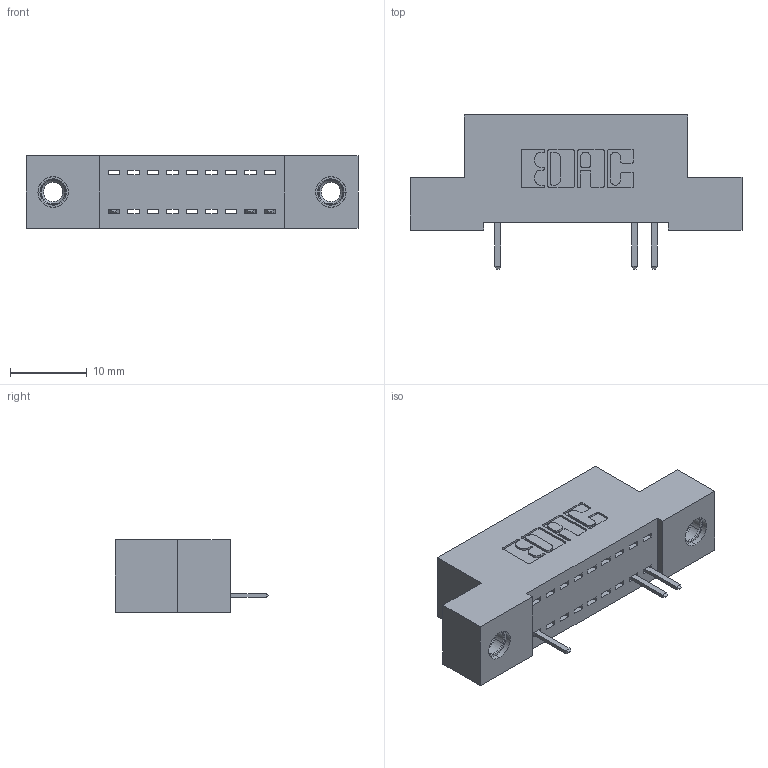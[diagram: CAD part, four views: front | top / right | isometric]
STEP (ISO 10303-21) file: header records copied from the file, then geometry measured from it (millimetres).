
FILE_DESCRIPTION (( 'STEP AP203' ), '1' );
FILE_NAME ('392-009-520-107.STEP', '2018-08-14T19:36:17', ( '' ), ( '' ), 'SwSTEP 2.0', 'SolidWorks 2016', '' );
FILE_SCHEMA (( 'CONFIG_CONTROL_DESIGN' ));
Length unit declared in the file: inch
Products named in the file (4): 342 Part_TI; 345-292-001_345-293-120; 345-250-001_345-250-005-103; 392-009-520-107
Assembly tree (6 placements, depth 2):
  392-009-520-107
    342 Part_TI
    345-292-001_345-293-120  x3
    345-250-001_345-250-005-103  x2
Bounding box: 43.18 x 20.02 x 9.4 mm (x, y, z)
Volume: 3574.5 mm3; surface area: 4281.9 mm2
Topology: 6 solids, 6 shells, 428 faces, 1239 edges, 810 vertices
Faces by surface type: plane 302, cylinder 110, cone 12, torus 4
Entity records: 10746 total; most frequent: CARTESIAN_POINT 1878, ORIENTED_EDGE 1810, DIRECTION 1665, EDGE_CURVE 905, LINE 753, VECTOR 753, VERTEX_POINT 596, AXIS2_PLACEMENT_3D 456
